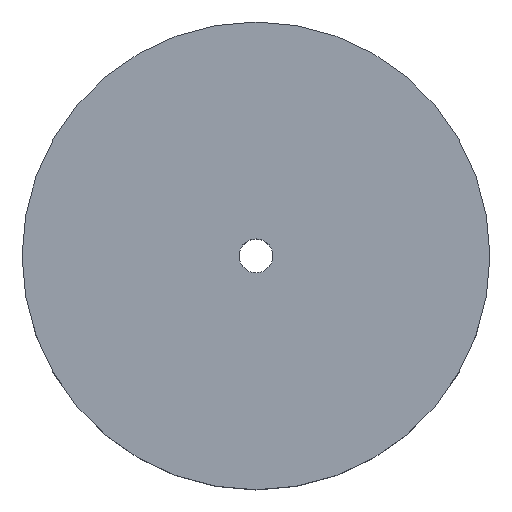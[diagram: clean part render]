
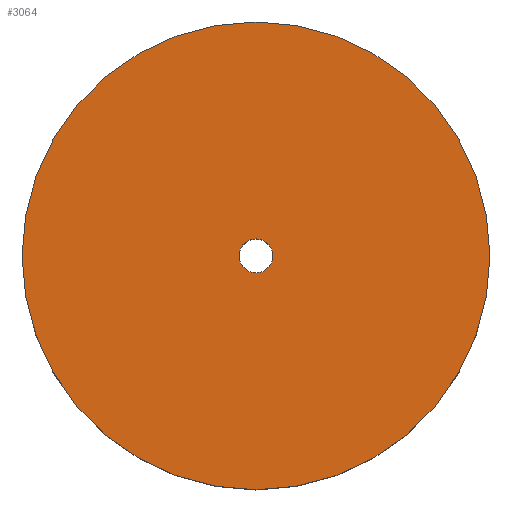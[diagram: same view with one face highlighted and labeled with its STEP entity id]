
A CAD part, top view. The second image highlights one B-rep face of the part: STEP entity #3064.
In plain terms, the highlighted planar face has unit normal (0, 0, 1).
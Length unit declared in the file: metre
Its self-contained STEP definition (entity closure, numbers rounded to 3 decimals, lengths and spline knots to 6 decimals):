
#13=PLANE('',#3557);
#1115=ORIENTED_EDGE('',*,*,#1753,.F.);
#1116=ORIENTED_EDGE('',*,*,#1752,.T.);
#1752=EDGE_CURVE('',#2072,#2072,#2392,.T.);
#1753=EDGE_CURVE('',#2073,#2073,#2393,.T.);
#2072=VERTEX_POINT('',#5641);
#2073=VERTEX_POINT('',#5644);
#2392=CIRCLE('',#3556,0.022047);
#2393=CIRCLE('',#3558,0.0016);
#2560=EDGE_LOOP('',(#1115));
#2561=EDGE_LOOP('',(#1116));
#2734=FACE_BOUND('',#2560,.T.);
#2735=FACE_BOUND('',#2561,.T.);
#3064=ADVANCED_FACE('',(#2734,#2735),#13,.T.);
#3556=AXIS2_PLACEMENT_3D('',#5640,#4672,#4673);
#3557=AXIS2_PLACEMENT_3D('',#5642,#4674,#4675);
#3558=AXIS2_PLACEMENT_3D('',#5643,#4676,#4677);
#4672=DIRECTION('',(0.,0.,1.));
#4673=DIRECTION('',(1.,0.,0.));
#4674=DIRECTION('',(0.,0.,1.));
#4675=DIRECTION('',(1.,0.,0.));
#4676=DIRECTION('',(0.,0.,1.));
#4677=DIRECTION('',(1.,0.,0.));
#5640=CARTESIAN_POINT('',(0.,0.,0.0055));
#5641=CARTESIAN_POINT('',(0.022047,0.,0.0055));
#5642=CARTESIAN_POINT('',(0.,0.,0.0055));
#5643=CARTESIAN_POINT('',(0.,0.,0.0055));
#5644=CARTESIAN_POINT('',(0.0016,0.,0.0055));
